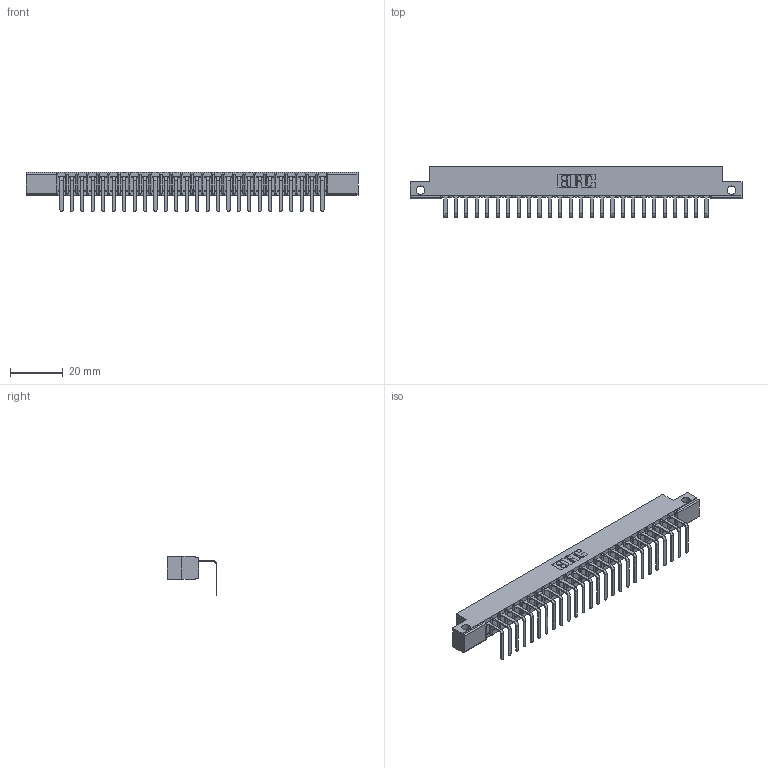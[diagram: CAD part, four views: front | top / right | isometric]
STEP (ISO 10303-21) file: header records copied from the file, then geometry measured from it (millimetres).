
FILE_DESCRIPTION (( 'STEP AP203' ), '1' );
FILE_NAME ('307-026-558-112.STEP', '2019-09-04T13:56:33', ( '' ), ( '' ), 'SwSTEP 2.0', 'SolidWorks 2016', '' );
FILE_SCHEMA (( 'CONFIG_CONTROL_DESIGN' ));
Length unit declared in the file: inch
Products named in the file (3): 307-290-001_558 - 2 (Single); 307-026-558-112; 307 Part_.128 Dia Side Mounting Holes
Assembly tree (27 placements, depth 2):
  307-026-558-112
    307 Part_.128 Dia Side Mounting Holes
    307-290-001_558 - 2 (Single)  x26
Bounding box: 126.03 x 18.96 x 14.81 mm (x, y, z)
Volume: 7989.4 mm3; surface area: 13100.8 mm2
Topology: 27 solids, 27 shells, 1705 faces, 4847 edges, 3122 vertices
Faces by surface type: plane 1084, cylinder 567, sphere 54
Entity records: 24368 total; most frequent: CARTESIAN_POINT 4100, ORIENTED_EDGE 4086, DIRECTION 3997, EDGE_CURVE 2043, VECTOR 1559, LINE 1559, VERTEX_POINT 1322, AXIS2_PLACEMENT_3D 1219
